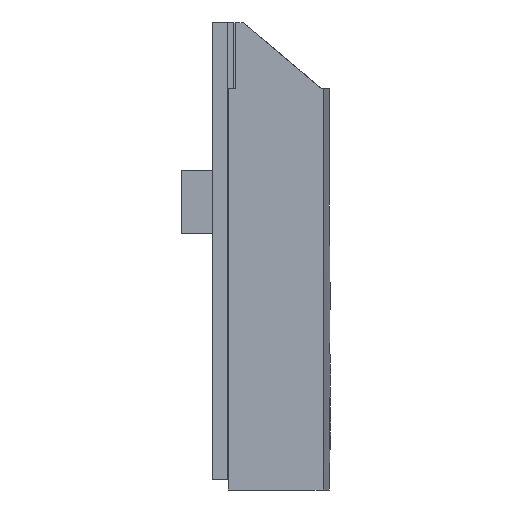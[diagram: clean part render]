
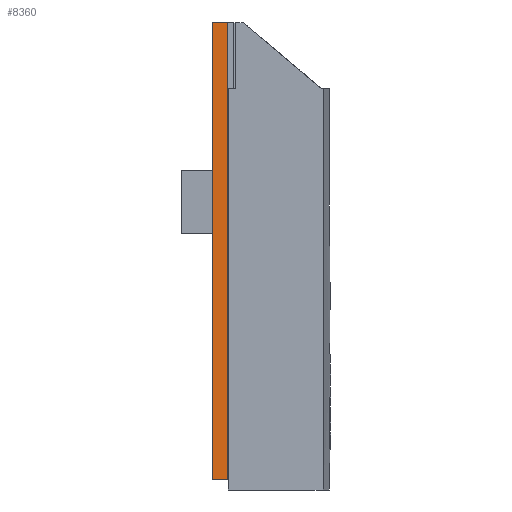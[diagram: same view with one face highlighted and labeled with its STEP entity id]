
A CAD part, left-side view. The second image highlights one B-rep face of the part: STEP entity #8360.
In plain terms, the highlighted planar face has unit normal (-1, 0, 0).
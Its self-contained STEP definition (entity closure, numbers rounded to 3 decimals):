
#3484 = PLANE('',#3485);
#3485 = AXIS2_PLACEMENT_3D('',#3486,#3487,#3488);
#3486 = CARTESIAN_POINT('',(-163.,-140.,26.));
#3487 = DIRECTION('',(0.,0.,-1.));
#3488 = DIRECTION('',(0.,-1.,0.));
#5430 = PLANE('',#5431);
#5431 = AXIS2_PLACEMENT_3D('',#5432,#5433,#5434);
#5432 = CARTESIAN_POINT('',(-135.,106.,26.));
#5433 = DIRECTION('',(-0.707,-0.707,0.));
#5434 = DIRECTION('',(-0.707,0.707,0.));
#5784 = VERTEX_POINT('',#5785);
#5785 = CARTESIAN_POINT('',(-135.,106.,26.));
#5806 = EDGE_CURVE('',#5784,#5807,#5809,.T.);
#5807 = VERTEX_POINT('',#5808);
#5808 = CARTESIAN_POINT('',(-135.,144.,26.));
#5809 = SURFACE_CURVE('',#5810,(#5814,#5821),.PCURVE_S1.);
#5810 = LINE('',#5811,#5812);
#5811 = CARTESIAN_POINT('',(-135.,141.406,26.));
#5812 = VECTOR('',#5813,1.);
#5813 = DIRECTION('',(0.,1.,0.));
#5814 = PCURVE('',#3484,#5815);
#5815 = DEFINITIONAL_REPRESENTATION('',(#5816),#5820);
#5816 = LINE('',#5817,#5818);
#5817 = CARTESIAN_POINT('',(-281.406,-28.));
#5818 = VECTOR('',#5819,1.);
#5819 = DIRECTION('',(-1.,-0.));
#5820 = ( GEOMETRIC_REPRESENTATION_CONTEXT(2) 
PARAMETRIC_REPRESENTATION_CONTEXT() REPRESENTATION_CONTEXT('2D SPACE',''
  ) );
#5821 = PCURVE('',#5822,#5827);
#5822 = PLANE('',#5823);
#5823 = AXIS2_PLACEMENT_3D('',#5824,#5825,#5826);
#5824 = CARTESIAN_POINT('',(-135.,144.,26.));
#5825 = DIRECTION('',(-1.,0.,0.));
#5826 = DIRECTION('',(0.,1.,0.));
#5827 = DEFINITIONAL_REPRESENTATION('',(#5828),#5832);
#5828 = LINE('',#5829,#5830);
#5829 = CARTESIAN_POINT('',(-2.594,0.));
#5830 = VECTOR('',#5831,1.);
#5831 = DIRECTION('',(1.,0.));
#5832 = ( GEOMETRIC_REPRESENTATION_CONTEXT(2) 
PARAMETRIC_REPRESENTATION_CONTEXT() REPRESENTATION_CONTEXT('2D SPACE',''
  ) );
#5850 = PLANE('',#5851);
#5851 = AXIS2_PLACEMENT_3D('',#5852,#5853,#5854);
#5852 = CARTESIAN_POINT('',(-134.,145.,26.));
#5853 = DIRECTION('',(-0.707,0.707,0.));
#5854 = DIRECTION('',(0.707,0.707,0.));
#8080 = PLANE('',#8081);
#8081 = AXIS2_PLACEMENT_3D('',#8082,#8083,#8084);
#8082 = CARTESIAN_POINT('',(-112.5,105.,1178.5));
#8083 = DIRECTION('',(0.,0.,1.));
#8084 = DIRECTION('',(-1.,0.,0.));
#8219 = VERTEX_POINT('',#8220);
#8220 = CARTESIAN_POINT('',(-135.,106.,1178.5));
#8241 = EDGE_CURVE('',#8219,#5784,#8242,.T.);
#8242 = SURFACE_CURVE('',#8243,(#8247,#8254),.PCURVE_S1.);
#8243 = LINE('',#8244,#8245);
#8244 = CARTESIAN_POINT('',(-135.,106.,1178.5));
#8245 = VECTOR('',#8246,1.);
#8246 = DIRECTION('',(0.,0.,-1.));
#8247 = PCURVE('',#5430,#8248);
#8248 = DEFINITIONAL_REPRESENTATION('',(#8249),#8253);
#8249 = LINE('',#8250,#8251);
#8250 = CARTESIAN_POINT('',(0.,-1152.5));
#8251 = VECTOR('',#8252,1.);
#8252 = DIRECTION('',(0.,1.));
#8253 = ( GEOMETRIC_REPRESENTATION_CONTEXT(2) 
PARAMETRIC_REPRESENTATION_CONTEXT() REPRESENTATION_CONTEXT('2D SPACE',''
  ) );
#8254 = PCURVE('',#5822,#8255);
#8255 = DEFINITIONAL_REPRESENTATION('',(#8256),#8260);
#8256 = LINE('',#8257,#8258);
#8257 = CARTESIAN_POINT('',(-38.,-1152.5));
#8258 = VECTOR('',#8259,1.);
#8259 = DIRECTION('',(0.,1.));
#8260 = ( GEOMETRIC_REPRESENTATION_CONTEXT(2) 
PARAMETRIC_REPRESENTATION_CONTEXT() REPRESENTATION_CONTEXT('2D SPACE',''
  ) );
#8316 = VERTEX_POINT('',#8317);
#8317 = CARTESIAN_POINT('',(-135.,144.,1178.5));
#8338 = EDGE_CURVE('',#8219,#8316,#8339,.T.);
#8339 = SURFACE_CURVE('',#8340,(#8344,#8351),.PCURVE_S1.);
#8340 = LINE('',#8341,#8342);
#8341 = CARTESIAN_POINT('',(-135.,106.,1178.5));
#8342 = VECTOR('',#8343,1.);
#8343 = DIRECTION('',(0.,1.,0.));
#8344 = PCURVE('',#8080,#8345);
#8345 = DEFINITIONAL_REPRESENTATION('',(#8346),#8350);
#8346 = LINE('',#8347,#8348);
#8347 = CARTESIAN_POINT('',(22.5,-1.));
#8348 = VECTOR('',#8349,1.);
#8349 = DIRECTION('',(0.,-1.));
#8350 = ( GEOMETRIC_REPRESENTATION_CONTEXT(2) 
PARAMETRIC_REPRESENTATION_CONTEXT() REPRESENTATION_CONTEXT('2D SPACE',''
  ) );
#8351 = PCURVE('',#5822,#8352);
#8352 = DEFINITIONAL_REPRESENTATION('',(#8353),#8357);
#8353 = LINE('',#8354,#8355);
#8354 = CARTESIAN_POINT('',(-38.,-1152.5));
#8355 = VECTOR('',#8356,1.);
#8356 = DIRECTION('',(1.,0.));
#8357 = ( GEOMETRIC_REPRESENTATION_CONTEXT(2) 
PARAMETRIC_REPRESENTATION_CONTEXT() REPRESENTATION_CONTEXT('2D SPACE',''
  ) );
#8360 = ADVANCED_FACE('',(#8361),#5822,.T.);
#8361 = FACE_BOUND('',#8362,.T.);
#8362 = EDGE_LOOP('',(#8363,#8364,#8385,#8386));
#8363 = ORIENTED_EDGE('',*,*,#8338,.T.);
#8364 = ORIENTED_EDGE('',*,*,#8365,.T.);
#8365 = EDGE_CURVE('',#8316,#5807,#8366,.T.);
#8366 = SURFACE_CURVE('',#8367,(#8371,#8378),.PCURVE_S1.);
#8367 = LINE('',#8368,#8369);
#8368 = CARTESIAN_POINT('',(-135.,144.,1178.5));
#8369 = VECTOR('',#8370,1.);
#8370 = DIRECTION('',(0.,0.,-1.));
#8371 = PCURVE('',#5822,#8372);
#8372 = DEFINITIONAL_REPRESENTATION('',(#8373),#8377);
#8373 = LINE('',#8374,#8375);
#8374 = CARTESIAN_POINT('',(0.,-1152.5));
#8375 = VECTOR('',#8376,1.);
#8376 = DIRECTION('',(0.,1.));
#8377 = ( GEOMETRIC_REPRESENTATION_CONTEXT(2) 
PARAMETRIC_REPRESENTATION_CONTEXT() REPRESENTATION_CONTEXT('2D SPACE',''
  ) );
#8378 = PCURVE('',#5850,#8379);
#8379 = DEFINITIONAL_REPRESENTATION('',(#8380),#8384);
#8380 = LINE('',#8381,#8382);
#8381 = CARTESIAN_POINT('',(-1.414,-1152.5));
#8382 = VECTOR('',#8383,1.);
#8383 = DIRECTION('',(0.,1.));
#8384 = ( GEOMETRIC_REPRESENTATION_CONTEXT(2) 
PARAMETRIC_REPRESENTATION_CONTEXT() REPRESENTATION_CONTEXT('2D SPACE',''
  ) );
#8385 = ORIENTED_EDGE('',*,*,#5806,.F.);
#8386 = ORIENTED_EDGE('',*,*,#8241,.F.);
